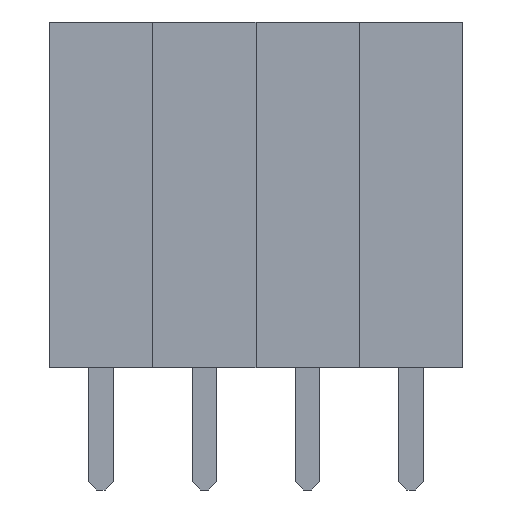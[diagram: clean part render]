
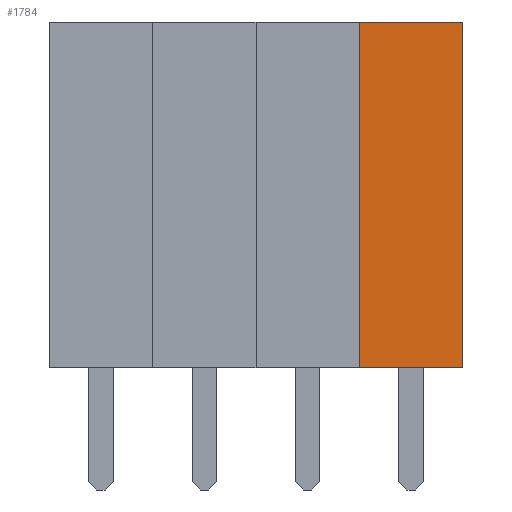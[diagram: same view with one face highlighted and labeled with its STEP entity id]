
A CAD part, left-side view. The second image highlights one B-rep face of the part: STEP entity #1784.
In plain terms, the highlighted planar face has unit normal (-1, 0, 0).
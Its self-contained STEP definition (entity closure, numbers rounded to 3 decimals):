
#56=FACE_OUTER_BOUND('',#165,.T.);
#165=EDGE_LOOP('',(#1261,#1262,#1263,#1264));
#290=LINE('',#2544,#538);
#300=LINE('',#2565,#548);
#310=LINE('',#2585,#558);
#311=LINE('',#2586,#559);
#538=VECTOR('',#2067,10.);
#548=VECTOR('',#2085,10.);
#558=VECTOR('',#2105,10.);
#559=VECTOR('',#2106,10.);
#774=VERTEX_POINT('',#2541);
#775=VERTEX_POINT('',#2543);
#782=VERTEX_POINT('',#2564);
#787=VERTEX_POINT('',#2584);
#946=EDGE_CURVE('',#775,#774,#290,.T.);
#956=EDGE_CURVE('',#775,#782,#300,.T.);
#966=EDGE_CURVE('',#787,#774,#310,.T.);
#967=EDGE_CURVE('',#782,#787,#311,.T.);
#1261=ORIENTED_EDGE('',*,*,#946,.T.);
#1262=ORIENTED_EDGE('',*,*,#966,.F.);
#1263=ORIENTED_EDGE('',*,*,#967,.F.);
#1264=ORIENTED_EDGE('',*,*,#956,.F.);
#1676=PLANE('',#1913);
#1784=ADVANCED_FACE('',(#56),#1676,.T.);
#1913=AXIS2_PLACEMENT_3D('',#2583,#2103,#2104);
#2067=DIRECTION('',(0.,1.,0.));
#2085=DIRECTION('',(0.,0.,-1.));
#2103=DIRECTION('center_axis',(-1.,0.,0.));
#2104=DIRECTION('ref_axis',(0.,0.,1.));
#2105=DIRECTION('',(0.,0.,1.));
#2106=DIRECTION('',(0.,1.,0.));
#2541=CARTESIAN_POINT('',(-1.25,-2.54,8.5));
#2543=CARTESIAN_POINT('',(-1.25,-5.08,8.5));
#2544=CARTESIAN_POINT('',(-1.25,-3.81,8.5));
#2564=CARTESIAN_POINT('',(-1.25,-5.08,0.));
#2565=CARTESIAN_POINT('',(-1.25,-5.08,0.));
#2583=CARTESIAN_POINT('Origin',(-1.25,-3.81,0.));
#2584=CARTESIAN_POINT('',(-1.25,-2.54,0.));
#2585=CARTESIAN_POINT('',(-1.25,-2.54,0.));
#2586=CARTESIAN_POINT('',(-1.25,-3.81,0.));
